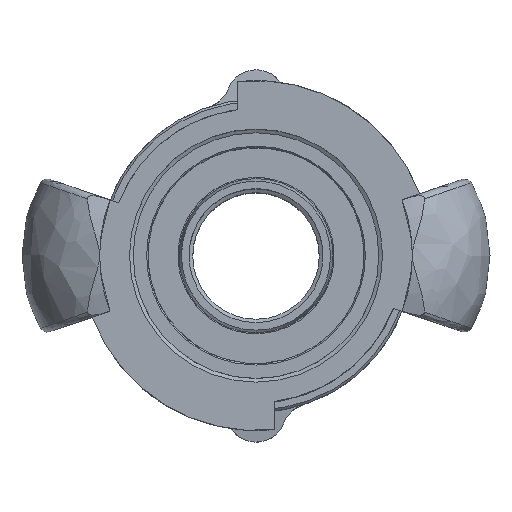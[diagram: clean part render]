
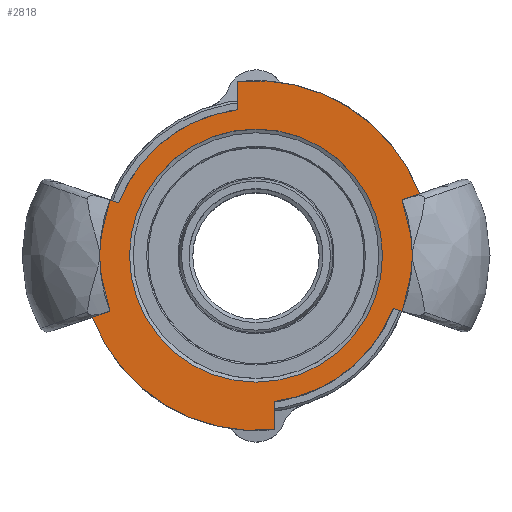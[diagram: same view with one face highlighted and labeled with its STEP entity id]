
A CAD part, top view. The second image highlights one B-rep face of the part: STEP entity #2818.
In plain terms, the highlighted planar face has unit normal (0, 0, 1).
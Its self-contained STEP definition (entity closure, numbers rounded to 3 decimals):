
#223=LINE('',#5026,#362);
#224=LINE('',#5030,#363);
#225=LINE('',#5033,#364);
#226=LINE('',#5035,#365);
#227=LINE('',#5039,#366);
#228=LINE('',#5042,#367);
#362=VECTOR('',#3568,10.);
#363=VECTOR('',#3571,10.);
#364=VECTOR('',#3574,10.);
#365=VECTOR('',#3575,10.);
#366=VECTOR('',#3578,10.);
#367=VECTOR('',#3581,10.);
#487=FACE_BOUND('',#705,.T.);
#547=FACE_OUTER_BOUND('',#704,.T.);
#704=EDGE_LOOP('',(#2033,#2034,#2035,#2036,#2037,#2038,#2039,#2040,#2041,
#2042,#2043,#2044));
#705=EDGE_LOOP('',(#2045,#2046));
#872=CIRCLE('',#3037,17.);
#873=CIRCLE('',#3038,17.);
#884=CIRCLE('',#3053,19.75);
#887=CIRCLE('',#3057,19.75);
#890=CIRCLE('',#3062,25.5);
#891=CIRCLE('',#3063,23.497);
#892=CIRCLE('',#3064,25.5);
#893=CIRCLE('',#3065,23.5);
#1097=VERTEX_POINT('',#4567);
#1098=VERTEX_POINT('',#4568);
#1123=VERTEX_POINT('',#4910);
#1124=VERTEX_POINT('',#4912);
#1130=VERTEX_POINT('',#4960);
#1131=VERTEX_POINT('',#4962);
#1138=VERTEX_POINT('',#5025);
#1139=VERTEX_POINT('',#5027);
#1140=VERTEX_POINT('',#5029);
#1141=VERTEX_POINT('',#5031);
#1142=VERTEX_POINT('',#5034);
#1143=VERTEX_POINT('',#5036);
#1144=VERTEX_POINT('',#5038);
#1145=VERTEX_POINT('',#5040);
#1423=EDGE_CURVE('',#1097,#1098,#872,.T.);
#1424=EDGE_CURVE('',#1098,#1097,#873,.T.);
#1456=EDGE_CURVE('',#1123,#1124,#884,.T.);
#1464=EDGE_CURVE('',#1130,#1131,#887,.T.);
#1472=EDGE_CURVE('',#1138,#1130,#223,.T.);
#1473=EDGE_CURVE('',#1139,#1138,#890,.T.);
#1474=EDGE_CURVE('',#1140,#1139,#224,.T.);
#1475=EDGE_CURVE('',#1140,#1141,#891,.T.);
#1476=EDGE_CURVE('',#1141,#1124,#225,.T.);
#1477=EDGE_CURVE('',#1142,#1123,#226,.T.);
#1478=EDGE_CURVE('',#1143,#1142,#892,.T.);
#1479=EDGE_CURVE('',#1144,#1143,#227,.T.);
#1480=EDGE_CURVE('',#1144,#1145,#893,.T.);
#1481=EDGE_CURVE('',#1145,#1131,#228,.T.);
#2033=ORIENTED_EDGE('',*,*,#1472,.F.);
#2034=ORIENTED_EDGE('',*,*,#1473,.F.);
#2035=ORIENTED_EDGE('',*,*,#1474,.F.);
#2036=ORIENTED_EDGE('',*,*,#1475,.T.);
#2037=ORIENTED_EDGE('',*,*,#1476,.T.);
#2038=ORIENTED_EDGE('',*,*,#1456,.F.);
#2039=ORIENTED_EDGE('',*,*,#1477,.F.);
#2040=ORIENTED_EDGE('',*,*,#1478,.F.);
#2041=ORIENTED_EDGE('',*,*,#1479,.F.);
#2042=ORIENTED_EDGE('',*,*,#1480,.T.);
#2043=ORIENTED_EDGE('',*,*,#1481,.T.);
#2044=ORIENTED_EDGE('',*,*,#1464,.F.);
#2045=ORIENTED_EDGE('',*,*,#1423,.T.);
#2046=ORIENTED_EDGE('',*,*,#1424,.T.);
#2576=PLANE('',#3061);
#2818=ADVANCED_FACE('',(#547,#487),#2576,.F.);
#3037=AXIS2_PLACEMENT_3D('',#4569,#3509,#3510);
#3038=AXIS2_PLACEMENT_3D('',#4570,#3511,#3512);
#3053=AXIS2_PLACEMENT_3D('',#4913,#3545,#3546);
#3057=AXIS2_PLACEMENT_3D('',#4963,#3556,#3557);
#3061=AXIS2_PLACEMENT_3D('',#5024,#3566,#3567);
#3062=AXIS2_PLACEMENT_3D('',#5028,#3569,#3570);
#3063=AXIS2_PLACEMENT_3D('',#5032,#3572,#3573);
#3064=AXIS2_PLACEMENT_3D('',#5037,#3576,#3577);
#3065=AXIS2_PLACEMENT_3D('',#5041,#3579,#3580);
#3509=DIRECTION('center_axis',(0.,0.,
-1.));
#3510=DIRECTION('ref_axis',(-1.,0.,0.));
#3511=DIRECTION('center_axis',(0.,0.,
-1.));
#3512=DIRECTION('ref_axis',(-1.,0.,0.));
#3545=DIRECTION('center_axis',(0.,0.,
-1.));
#3546=DIRECTION('ref_axis',(1.,0.,0.));
#3556=DIRECTION('center_axis',(0.,0.,
-1.));
#3557=DIRECTION('ref_axis',(1.,0.,0.));
#3566=DIRECTION('center_axis',(0.,0.,
-1.));
#3567=DIRECTION('ref_axis',(1.,0.,0.));
#3568=DIRECTION('',(0.948,-0.319,0.));
#3569=DIRECTION('center_axis',(0.,0.,
-1.));
#3570=DIRECTION('ref_axis',(0.,1.,0.));
#3571=DIRECTION('',(-0.948,-0.319,0.));
#3572=DIRECTION('center_axis',(0.,0.,
1.));
#3573=DIRECTION('ref_axis',(-0.936,-0.353,0.));
#3574=DIRECTION('',(0.,1.,0.));
#3575=DIRECTION('',(-0.948,0.319,0.));
#3576=DIRECTION('center_axis',(0.,0.,
-1.));
#3577=DIRECTION('ref_axis',(0.,1.,0.));
#3578=DIRECTION('',(0.948,0.319,0.));
#3579=DIRECTION('center_axis',(0.,0.,
1.));
#3580=DIRECTION('ref_axis',(0.936,0.353,0.));
#3581=DIRECTION('',(0.,-1.,0.));
#4567=CARTESIAN_POINT('',(-45.564,0.,67.078));
#4568=CARTESIAN_POINT('',(-11.564,0.,67.078));
#4569=CARTESIAN_POINT('Origin',(-28.564,0.,
67.078));
#4570=CARTESIAN_POINT('Origin',(-28.564,0.,
67.078));
#4910=CARTESIAN_POINT('',(-10.134,-7.101,67.078));
#4912=CARTESIAN_POINT('',(-26.064,-19.591,67.078));
#4913=CARTESIAN_POINT('Origin',(-28.564,0.,
67.078));
#4960=CARTESIAN_POINT('',(-46.993,7.101,67.078));
#4962=CARTESIAN_POINT('',(-31.064,19.591,67.078));
#4963=CARTESIAN_POINT('Origin',(-28.564,0.,
67.078));
#5024=CARTESIAN_POINT('Origin',(-28.564,12.75,67.078));
#5025=CARTESIAN_POINT('',(-52.446,8.937,67.078));
#5026=CARTESIAN_POINT('',(-44.618,6.301,67.078));
#5027=CARTESIAN_POINT('',(-52.446,-8.937,67.078));
#5028=CARTESIAN_POINT('Origin',(-28.564,0.,
67.078));
#5029=CARTESIAN_POINT('',(-50.547,-8.298,67.078));
#5030=CARTESIAN_POINT('',(-35.715,-3.302,67.078));
#5031=CARTESIAN_POINT('',(-26.064,-23.364,67.078));
#5032=CARTESIAN_POINT('Origin',(-28.564,0.,
67.078));
#5033=CARTESIAN_POINT('',(-26.064,0.,67.078));
#5034=CARTESIAN_POINT('',(-4.681,-8.937,67.078));
#5035=CARTESIAN_POINT('',(-16.366,-5.002,67.078));
#5036=CARTESIAN_POINT('',(-4.681,8.937,67.078));
#5037=CARTESIAN_POINT('Origin',(-28.564,0.,
67.078));
#5038=CARTESIAN_POINT('',(-6.578,8.299,67.078));
#5039=CARTESIAN_POINT('',(-17.556,4.601,67.078));
#5040=CARTESIAN_POINT('',(-31.064,23.367,67.078));
#5041=CARTESIAN_POINT('Origin',(-28.564,0.,
67.078));
#5042=CARTESIAN_POINT('',(-31.064,0.,67.078));
